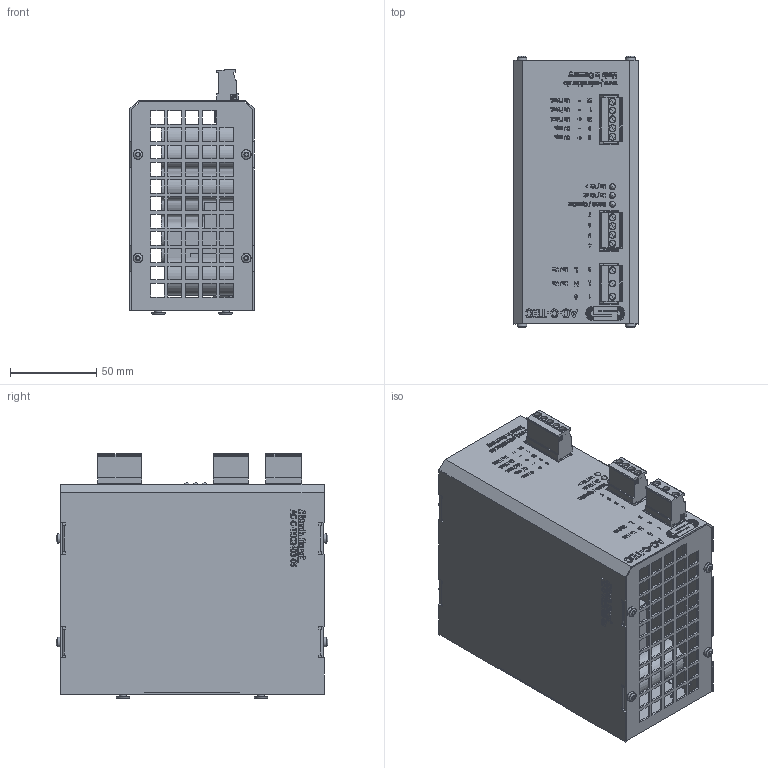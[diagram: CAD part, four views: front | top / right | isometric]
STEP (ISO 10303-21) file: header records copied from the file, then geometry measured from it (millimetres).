
FILE_DESCRIPTION(/* description */ (''),/* implementation_level */ '2;1');
FILE_NAME(/* name */ 'AC-C-TEC2403-05.stp',/* time_stamp */ '2023-06-13T13:00:34-04:00',/* author */ ('altec'),/* organization */ (''),/* preprocessor_version */ 'ST-DEVELOPER v19.2',/* originating_system */ 'Autodesk Inventor 2024',/* authorisation */ '');
FILE_SCHEMA (('AUTOMOTIVE_DESIGN { 1 0 10303 214 3 1 1 }'));
Products named in the file (17): AC-C-TEC2403-05; 0724G02-Niet; 0724G02001-1000; 0724G02001-1001; LED-Leiste3x_grün; 322340.11; 322340.10; 322340.4; 0724G02Z01; 0724G02Z01_1; KVT_CLS_M4_1; 0724G02Z02; 0724G02Z11; 322350.1; 322350.2; 322350.3; DIN7981 2,9x6,5 Linsen-Blechschraube
Assembly tree (30 placements, depth 3):
  AC-C-TEC2403-05
    0724G02-Niet  x4
    0724G02001-1000
      0724G02001-1001
      LED-Leiste3x_grün
      322340.11
      322340.10
      322340.4
    0724G02Z01
      0724G02Z01_1
      KVT_CLS_M4_1  x5
    0724G02Z02
    0724G02Z11
    322350.1
    322350.2
    322350.3
    DIN7981 2,9x6,5 Linsen-Blechschraube  x8
Bounding box: 72.1 x 157.3 x 141.7 mm (x, y, z)
Volume: 252800.9 mm3; surface area: 243512.5 mm2
Topology: 204 solids, 204 shells, 5525 faces, 14030 edges, 9134 vertices
Faces by surface type: plane 3758, bspline 934, cylinder 665, cone 104, sphere 44, torus 20
Full cylindrical faces by diameter (mm): 0.434 x3, 0.457 x3, 1.4 x24, 1.651 x1, 2.3 x12, 2.693 x8, 2.694 x1, 2.8 x21, 3 x8, 3.2 x8, 3.242 x5, 3.5 x9, 3.783 x12, 4 x16, 4.2 x8, 5.3 x5, 5.38 x5, 5.6 x8, 6.344 x5, 7.9 x5, 8 x4, 8.5 x1, 10 x1, 13 x4, 16 x10, 22 x1
Entity records: 166481 total; most frequent: CARTESIAN_POINT 39860, ORIENTED_EDGE 26840, DIRECTION 21673, EDGE_CURVE 13420, LINE 10069, VECTOR 10069, VERTEX_POINT 8754, EDGE_LOOP 5904
